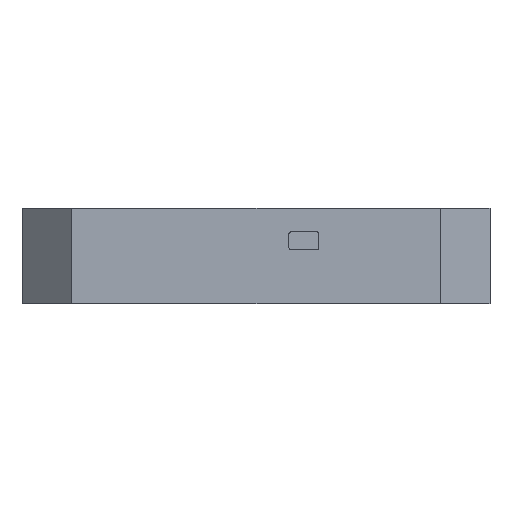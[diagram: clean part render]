
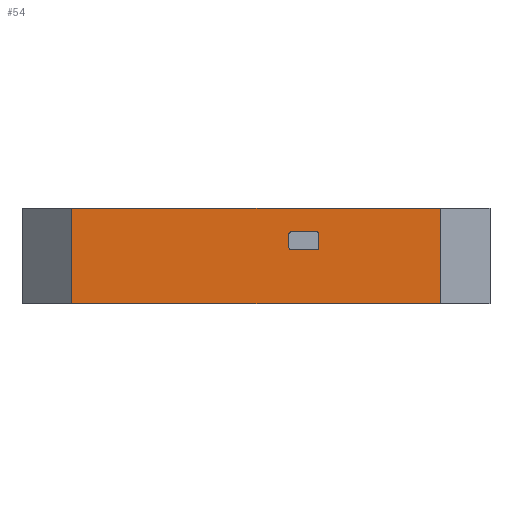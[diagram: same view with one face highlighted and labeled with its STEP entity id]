
A CAD part, front view. The second image highlights one B-rep face of the part: STEP entity #54.
In plain terms, the highlighted planar face has unit normal (0, -1, 0).
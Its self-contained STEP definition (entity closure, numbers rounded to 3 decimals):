
#54=ADVANCED_FACE('',(#106,#108),#110,.T.);
#106=FACE_BOUND('',#107,.T.);
#107=EDGE_LOOP('',(#429,#430,#431,#432));
#108=FACE_BOUND('',#109,.T.);
#109=EDGE_LOOP('',(#433,#434,#435,#436,#437,#438,#439,#440));
#110=PLANE('',#111);
#111=AXIS2_PLACEMENT_3D('',#112,#113,#114);
#112=CARTESIAN_POINT('',(-134.497,-115.1,0.));
#113=DIRECTION('',(0.,-1.,0.));
#114=DIRECTION('',(1.,0.,0.));
#429=ORIENTED_EDGE('',*,*,#669,.T.);
#430=ORIENTED_EDGE('',*,*,#670,.T.);
#431=ORIENTED_EDGE('',*,*,#671,.F.);
#432=ORIENTED_EDGE('',*,*,#672,.F.);
#433=ORIENTED_EDGE('',*,*,#673,.T.);
#434=ORIENTED_EDGE('',*,*,#674,.T.);
#435=ORIENTED_EDGE('',*,*,#675,.T.);
#436=ORIENTED_EDGE('',*,*,#676,.T.);
#437=ORIENTED_EDGE('',*,*,#677,.T.);
#438=ORIENTED_EDGE('',*,*,#678,.T.);
#439=ORIENTED_EDGE('',*,*,#679,.T.);
#440=ORIENTED_EDGE('',*,*,#680,.T.);
#669=EDGE_CURVE('',#801,#802,#803,.T.);
#670=EDGE_CURVE('',#802,#804,#805,.T.);
#671=EDGE_CURVE('',#806,#804,#807,.T.);
#672=EDGE_CURVE('',#801,#806,#808,.T.);
#673=EDGE_CURVE('',#809,#810,#811,.F.);
#674=EDGE_CURVE('',#810,#812,#813,.F.);
#675=EDGE_CURVE('',#812,#814,#815,.F.);
#676=EDGE_CURVE('',#814,#816,#817,.F.);
#677=EDGE_CURVE('',#816,#818,#819,.F.);
#678=EDGE_CURVE('',#818,#820,#821,.F.);
#679=EDGE_CURVE('',#820,#822,#823,.F.);
#680=EDGE_CURVE('',#822,#809,#824,.F.);
#801=VERTEX_POINT('',#1029);
#802=VERTEX_POINT('',#1030);
#803=LINE('',#1031,#1032);
#804=VERTEX_POINT('',#1034);
#805=LINE('',#1035,#1036);
#806=VERTEX_POINT('',#1038);
#807=LINE('',#1039,#1040);
#808=LINE('',#1042,#1043);
#809=VERTEX_POINT('',#1045);
#810=VERTEX_POINT('',#1046);
#811=LINE('',#1047,#1048);
#812=VERTEX_POINT('',#1050);
#813=CIRCLE('',#1051,1.);
#814=VERTEX_POINT('',#1055);
#815=LINE('',#1056,#1057);
#816=VERTEX_POINT('',#1059);
#817=CIRCLE('',#1060,1.);
#818=VERTEX_POINT('',#1064);
#819=LINE('',#1065,#1066);
#820=VERTEX_POINT('',#1068);
#821=CIRCLE('',#1069,1.);
#822=VERTEX_POINT('',#1073);
#823=LINE('',#1074,#1075);
#824=CIRCLE('',#1077,1.);
#1029=CARTESIAN_POINT('',(-134.497,-115.1,0.));
#1030=CARTESIAN_POINT('',(19.497,-115.1,0.));
#1031=CARTESIAN_POINT('',(-134.497,-115.1,0.));
#1032=VECTOR('',#1033,1.);
#1033=DIRECTION('',(1.,0.,0.));
#1034=CARTESIAN_POINT('',(19.497,-115.1,39.8));
#1035=CARTESIAN_POINT('',(19.497,-115.1,0.));
#1036=VECTOR('',#1037,1.);
#1037=DIRECTION('',(0.,0.,1.));
#1038=CARTESIAN_POINT('',(-134.497,-115.1,39.8));
#1039=CARTESIAN_POINT('',(-134.497,-115.1,39.8));
#1040=VECTOR('',#1041,1.);
#1041=DIRECTION('',(1.,0.,0.));
#1042=CARTESIAN_POINT('',(-134.497,-115.1,0.));
#1043=VECTOR('',#1044,1.);
#1044=DIRECTION('',(0.,0.,1.));
#1045=CARTESIAN_POINT('',(-42.753,-115.1,30.05));
#1046=CARTESIAN_POINT('',(-32.253,-115.1,30.05));
#1047=CARTESIAN_POINT('',(-32.253,-115.1,30.05));
#1048=VECTOR('',#1049,1.);
#1049=DIRECTION('',(-1.,0.,0.));
#1050=CARTESIAN_POINT('',(-31.253,-115.1,29.05));
#1051=AXIS2_PLACEMENT_3D('',#1052,#1053,#1054);
#1052=CARTESIAN_POINT('',(-32.253,-115.1,29.05));
#1053=DIRECTION('',(0.,-1.,0.));
#1054=DIRECTION('',(1.,0.,0.));
#1055=CARTESIAN_POINT('',(-31.253,-115.1,23.55));
#1056=CARTESIAN_POINT('',(-31.253,-115.1,23.55));
#1057=VECTOR('',#1058,1.);
#1058=DIRECTION('',(0.,0.,1.));
#1059=CARTESIAN_POINT('',(-32.253,-115.1,22.55));
#1060=AXIS2_PLACEMENT_3D('',#1061,#1062,#1063);
#1061=CARTESIAN_POINT('',(-32.253,-115.1,23.55));
#1062=DIRECTION('',(0.,-1.,0.));
#1063=DIRECTION('',(0.,0.,-1.));
#1064=CARTESIAN_POINT('',(-42.753,-115.1,22.55));
#1065=CARTESIAN_POINT('',(-42.753,-115.1,22.55));
#1066=VECTOR('',#1067,1.);
#1067=DIRECTION('',(1.,0.,0.));
#1068=CARTESIAN_POINT('',(-43.753,-115.1,23.55));
#1069=AXIS2_PLACEMENT_3D('',#1070,#1071,#1072);
#1070=CARTESIAN_POINT('',(-42.753,-115.1,23.55));
#1071=DIRECTION('',(0.,-1.,0.));
#1072=DIRECTION('',(-1.,0.,0.));
#1073=CARTESIAN_POINT('',(-43.753,-115.1,29.05));
#1074=CARTESIAN_POINT('',(-43.753,-115.1,29.05));
#1075=VECTOR('',#1076,1.);
#1076=DIRECTION('',(0.,0.,-1.));
#1077=AXIS2_PLACEMENT_3D('',#1078,#1079,#1080);
#1078=CARTESIAN_POINT('',(-42.753,-115.1,29.05));
#1079=DIRECTION('',(0.,-1.,0.));
#1080=DIRECTION('',(0.,0.,1.));
